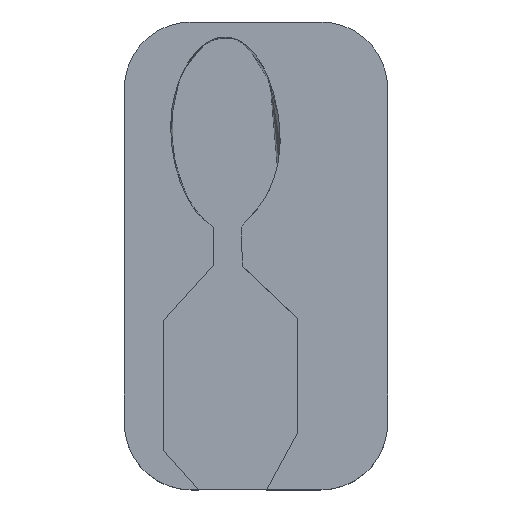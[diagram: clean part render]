
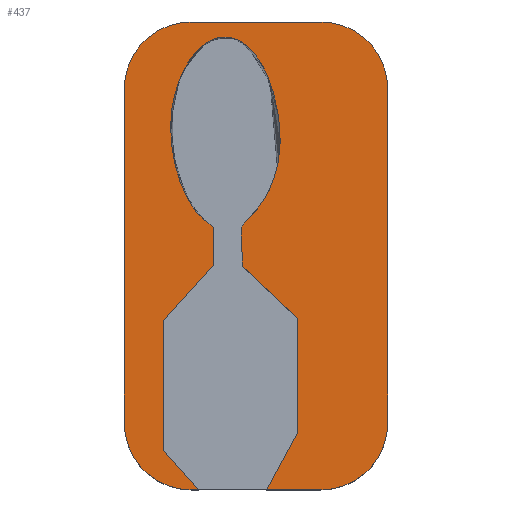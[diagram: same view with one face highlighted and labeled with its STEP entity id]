
A CAD part, top view. The second image highlights one B-rep face of the part: STEP entity #437.
In plain terms, the highlighted planar face has unit normal (0, 0, 1).
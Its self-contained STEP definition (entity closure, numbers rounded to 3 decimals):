
#27=CIRCLE('',#480,18.);
#28=CIRCLE('',#481,18.);
#29=CIRCLE('',#482,18.);
#30=CIRCLE('',#483,18.);
#45=B_SPLINE_CURVE_WITH_KNOTS('',3,(#792,#793,#794,#795,#796,#797,#798,
#799,#800,#801,#802,#803,#804,#805,#806,#807,#808,#809,#810,#811,#812,#813,
#814,#815,#816,#817,#818,#819,#820,#821,#822,#823,#824,#825,#826,#827,#828,
#829,#830,#831,#832,#833,#834,#835),.UNSPECIFIED.,.F.,.F.,(4,2,2,2,2,2,
2,2,2,2,2,2,2,2,2,2,2,2,2,2,2,4),(0.,1.824,3.034,3.75,
4.821,7.443,11.911,21.666,32.599,
43.261,49.609,53.921,57.705,61.905,
67.87,78.693,95.744,108.801,122.162,
135.459,143.438,169.493),.UNSPECIFIED.);
#56=FACE_OUTER_BOUND('',#83,.T.);
#83=EDGE_LOOP('',(#327,#328,#329,#330,#331,#332,#333,#334,#335,#336,#337,
#338,#339,#340,#341,#342));
#102=LINE('',#651,#145);
#107=LINE('',#907,#150);
#110=LINE('',#913,#153);
#113=LINE('',#919,#156);
#116=LINE('',#927,#159);
#119=LINE('',#933,#162);
#123=LINE('',#943,#166);
#124=LINE('',#947,#167);
#125=LINE('',#951,#168);
#126=LINE('',#955,#169);
#127=LINE('',#958,#170);
#145=VECTOR('',#518,10.);
#150=VECTOR('',#525,10.);
#153=VECTOR('',#530,10.);
#156=VECTOR('',#535,10.);
#159=VECTOR('',#542,10.);
#162=VECTOR('',#547,10.);
#166=VECTOR('',#557,10.);
#167=VECTOR('',#560,10.);
#168=VECTOR('',#563,10.);
#169=VECTOR('',#566,10.);
#170=VECTOR('',#569,10.);
#188=VERTEX_POINT('',#649);
#189=VERTEX_POINT('',#650);
#192=VERTEX_POINT('',#791);
#194=VERTEX_POINT('',#906);
#196=VERTEX_POINT('',#912);
#198=VERTEX_POINT('',#918);
#201=VERTEX_POINT('',#926);
#203=VERTEX_POINT('',#932);
#206=VERTEX_POINT('',#942);
#207=VERTEX_POINT('',#944);
#208=VERTEX_POINT('',#946);
#209=VERTEX_POINT('',#948);
#210=VERTEX_POINT('',#950);
#211=VERTEX_POINT('',#952);
#212=VERTEX_POINT('',#954);
#213=VERTEX_POINT('',#956);
#226=EDGE_CURVE('',#188,#189,#102,.T.);
#230=EDGE_CURVE('',#189,#192,#45,.T.);
#233=EDGE_CURVE('',#192,#194,#107,.T.);
#236=EDGE_CURVE('',#194,#196,#110,.T.);
#239=EDGE_CURVE('',#196,#198,#113,.T.);
#243=EDGE_CURVE('',#201,#188,#116,.T.);
#246=EDGE_CURVE('',#203,#201,#119,.T.);
#251=EDGE_CURVE('',#206,#198,#123,.T.);
#252=EDGE_CURVE('',#207,#206,#27,.T.);
#253=EDGE_CURVE('',#208,#207,#124,.T.);
#254=EDGE_CURVE('',#209,#208,#28,.T.);
#255=EDGE_CURVE('',#210,#209,#125,.T.);
#256=EDGE_CURVE('',#211,#210,#29,.T.);
#257=EDGE_CURVE('',#212,#211,#126,.T.);
#258=EDGE_CURVE('',#213,#212,#30,.T.);
#259=EDGE_CURVE('',#203,#213,#127,.T.);
#327=ORIENTED_EDGE('',*,*,#246,.T.);
#328=ORIENTED_EDGE('',*,*,#243,.T.);
#329=ORIENTED_EDGE('',*,*,#226,.T.);
#330=ORIENTED_EDGE('',*,*,#230,.T.);
#331=ORIENTED_EDGE('',*,*,#233,.T.);
#332=ORIENTED_EDGE('',*,*,#236,.T.);
#333=ORIENTED_EDGE('',*,*,#239,.T.);
#334=ORIENTED_EDGE('',*,*,#251,.F.);
#335=ORIENTED_EDGE('',*,*,#252,.F.);
#336=ORIENTED_EDGE('',*,*,#253,.F.);
#337=ORIENTED_EDGE('',*,*,#254,.F.);
#338=ORIENTED_EDGE('',*,*,#255,.F.);
#339=ORIENTED_EDGE('',*,*,#256,.F.);
#340=ORIENTED_EDGE('',*,*,#257,.F.);
#341=ORIENTED_EDGE('',*,*,#258,.F.);
#342=ORIENTED_EDGE('',*,*,#259,.F.);
#422=PLANE('',#479);
#437=ADVANCED_FACE('',(#56),#422,.F.);
#479=AXIS2_PLACEMENT_3D('',#941,#555,#556);
#480=AXIS2_PLACEMENT_3D('',#945,#558,#559);
#481=AXIS2_PLACEMENT_3D('',#949,#561,#562);
#482=AXIS2_PLACEMENT_3D('',#953,#564,#565);
#483=AXIS2_PLACEMENT_3D('',#957,#567,#568);
#518=DIRECTION('',(0.668,0.744,0.));
#525=DIRECTION('',(0.725,-0.689,0.));
#530=DIRECTION('',(0.,-1.,0.));
#535=DIRECTION('',(-0.474,-0.881,0.));
#542=DIRECTION('',(0.,1.,0.));
#547=DIRECTION('',(-0.668,0.745,0.));
#555=DIRECTION('center_axis',(0.,0.,-1.));
#556=DIRECTION('ref_axis',(-1.,0.,0.));
#557=DIRECTION('',(-1.,0.,0.));
#558=DIRECTION('center_axis',(0.,0.,-1.));
#559=DIRECTION('ref_axis',(0.707,-0.707,0.));
#560=DIRECTION('',(0.,-1.,0.));
#561=DIRECTION('center_axis',(0.,0.,-1.));
#562=DIRECTION('ref_axis',(0.707,0.707,0.));
#563=DIRECTION('',(1.,0.,0.));
#564=DIRECTION('center_axis',(0.,0.,-1.));
#565=DIRECTION('ref_axis',(-0.707,0.707,0.));
#566=DIRECTION('',(0.,1.,0.));
#567=DIRECTION('center_axis',(0.,0.,-1.));
#568=DIRECTION('ref_axis',(-0.707,-0.707,0.));
#569=DIRECTION('',(-1.,0.,0.));
#649=CARTESIAN_POINT('',(151.081,5.,42.7));
#650=CARTESIAN_POINT('',(164.529,19.98,42.7));
#651=CARTESIAN_POINT('',(160.989,16.038,42.7));
#791=CARTESIAN_POINT('',(172.457,19.708,42.7));
#792=CARTESIAN_POINT('Ctrl Pts',(164.529,19.98,42.7));
#793=CARTESIAN_POINT('Ctrl Pts',(164.588,26.059,42.7));
#794=CARTESIAN_POINT('Ctrl Pts',(164.593,28.674,42.7));
#795=CARTESIAN_POINT('Ctrl Pts',(164.584,29.556,42.7));
#796=CARTESIAN_POINT('Ctrl Pts',(164.568,29.863,42.7));
#797=CARTESIAN_POINT('Ctrl Pts',(164.445,30.247,42.7));
#798=CARTESIAN_POINT('Ctrl Pts',(164.381,30.358,42.7));
#799=CARTESIAN_POINT('Ctrl Pts',(164.145,30.633,42.7));
#800=CARTESIAN_POINT('Ctrl Pts',(163.934,30.799,42.7));
#801=CARTESIAN_POINT('Ctrl Pts',(163.019,31.454,42.7));
#802=CARTESIAN_POINT('Ctrl Pts',(162.078,32.041,42.7));
#803=CARTESIAN_POINT('Ctrl Pts',(159.045,35.126,42.7));
#804=CARTESIAN_POINT('Ctrl Pts',(157.712,37.543,42.7));
#805=CARTESIAN_POINT('Ctrl Pts',(154.892,43.595,42.7));
#806=CARTESIAN_POINT('Ctrl Pts',(153.504,48.831,42.7));
#807=CARTESIAN_POINT('Ctrl Pts',(152.715,60.057,42.7));
#808=CARTESIAN_POINT('Ctrl Pts',(153.661,64.799,42.7));
#809=CARTESIAN_POINT('Ctrl Pts',(155.962,71.719,42.7));
#810=CARTESIAN_POINT('Ctrl Pts',(157.574,74.69,42.7));
#811=CARTESIAN_POINT('Ctrl Pts',(160.568,78.263,42.7));
#812=CARTESIAN_POINT('Ctrl Pts',(161.899,79.479,42.7));
#813=CARTESIAN_POINT('Ctrl Pts',(164.452,80.881,42.7));
#814=CARTESIAN_POINT('Ctrl Pts',(165.56,81.265,42.7));
#815=CARTESIAN_POINT('Ctrl Pts',(167.756,81.506,42.7));
#816=CARTESIAN_POINT('Ctrl Pts',(168.776,81.416,42.7));
#817=CARTESIAN_POINT('Ctrl Pts',(170.874,80.831,42.7));
#818=CARTESIAN_POINT('Ctrl Pts',(171.897,80.306,42.7));
#819=CARTESIAN_POINT('Ctrl Pts',(174.158,78.686,42.7));
#820=CARTESIAN_POINT('Ctrl Pts',(175.293,77.451,42.7));
#821=CARTESIAN_POINT('Ctrl Pts',(177.99,73.724,42.7));
#822=CARTESIAN_POINT('Ctrl Pts',(179.294,70.821,42.7));
#823=CARTESIAN_POINT('Ctrl Pts',(181.717,63.555,42.7));
#824=CARTESIAN_POINT('Ctrl Pts',(182.908,57.474,42.7));
#825=CARTESIAN_POINT('Ctrl Pts',(182.159,46.764,42.7));
#826=CARTESIAN_POINT('Ctrl Pts',(180.949,42.975,42.7));
#827=CARTESIAN_POINT('Ctrl Pts',(177.863,36.822,42.7));
#828=CARTESIAN_POINT('Ctrl Pts',(176.063,34.684,42.7));
#829=CARTESIAN_POINT('Ctrl Pts',(173.651,32.105,42.7));
#830=CARTESIAN_POINT('Ctrl Pts',(172.781,31.367,42.7));
#831=CARTESIAN_POINT('Ctrl Pts',(172.308,30.484,42.7));
#832=CARTESIAN_POINT('Ctrl Pts',(172.202,30.1,42.7));
#833=CARTESIAN_POINT('Ctrl Pts',(171.906,28.574,42.7));
#834=CARTESIAN_POINT('Ctrl Pts',(172.06,28.063,42.7));
#835=CARTESIAN_POINT('Ctrl Pts',(172.457,19.708,42.7));
#906=CARTESIAN_POINT('',(187.283,5.631,42.7));
#907=CARTESIAN_POINT('',(172.708,19.47,42.7));
#912=CARTESIAN_POINT('',(187.283,-25.,42.7));
#913=CARTESIAN_POINT('',(187.283,14.049,42.7));
#918=CARTESIAN_POINT('',(178.925,-40.542,42.7));
#919=CARTESIAN_POINT('',(195.921,-8.937,42.7));
#926=CARTESIAN_POINT('',(151.081,-30.,42.7));
#927=CARTESIAN_POINT('',(151.081,-3.766,42.7));
#932=CARTESIAN_POINT('',(160.534,-40.542,42.7));
#933=CARTESIAN_POINT('',(150.031,-28.828,42.7));
#941=CARTESIAN_POINT('Origin',(176.031,22.468,42.7));
#942=CARTESIAN_POINT('',(193.521,-40.542,42.7));
#943=CARTESIAN_POINT('',(211.521,-40.542,42.7));
#944=CARTESIAN_POINT('',(211.521,-22.542,42.7));
#945=CARTESIAN_POINT('Origin',(193.521,-22.542,42.7));
#946=CARTESIAN_POINT('',(211.521,67.478,42.7));
#947=CARTESIAN_POINT('',(211.521,85.478,42.7));
#948=CARTESIAN_POINT('',(193.521,85.478,42.7));
#949=CARTESIAN_POINT('Origin',(193.521,67.478,42.7));
#950=CARTESIAN_POINT('',(158.541,85.478,42.7));
#951=CARTESIAN_POINT('',(140.541,85.478,42.7));
#952=CARTESIAN_POINT('',(140.541,67.478,42.7));
#953=CARTESIAN_POINT('Origin',(158.541,67.478,42.7));
#954=CARTESIAN_POINT('',(140.541,-22.542,42.7));
#955=CARTESIAN_POINT('',(140.541,-40.542,42.7));
#956=CARTESIAN_POINT('',(158.541,-40.542,42.7));
#957=CARTESIAN_POINT('Origin',(158.541,-22.542,42.7));
#958=CARTESIAN_POINT('',(211.521,-40.542,42.7));
